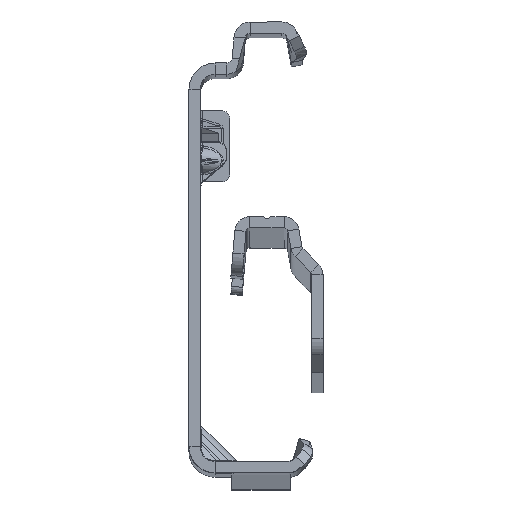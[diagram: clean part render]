
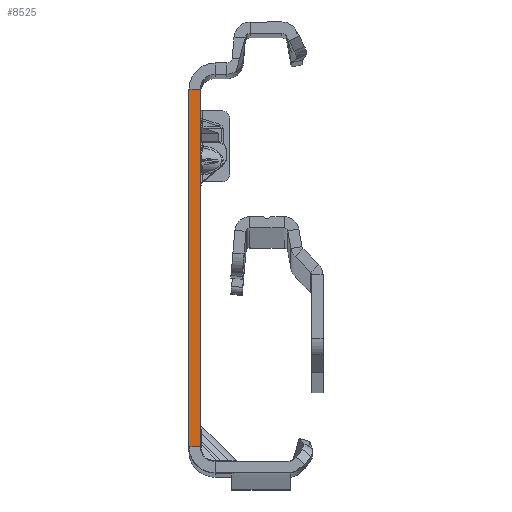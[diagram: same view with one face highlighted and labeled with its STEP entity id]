
A CAD part, top view. The second image highlights one B-rep face of the part: STEP entity #8525.
In plain terms, the highlighted planar face has unit normal (0, 0, 1).
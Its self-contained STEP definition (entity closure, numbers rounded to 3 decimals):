
#807 = ORIENTED_EDGE ( 'NONE', *, *, #5850, .T. ) ;
#1558 = ORIENTED_EDGE ( 'NONE', *, *, #6572, .F. ) ;
#1858 = VERTEX_POINT ( 'NONE', #9482 ) ;
#2135 = EDGE_CURVE ( 'NONE', #8758, #5006, #15074, .T. ) ;
#2369 = CARTESIAN_POINT ( 'NONE',  ( -1.5, -25.865, 0. ) ) ;
#2863 = LINE ( 'NONE', #10100, #12239 ) ;
#2874 = ORIENTED_EDGE ( 'NONE', *, *, #13574, .T. ) ;
#2942 = DIRECTION ( 'NONE',  ( 0., -1., 0. ) ) ;
#3186 = DIRECTION ( 'NONE',  ( 1., 0., 0. ) ) ;
#4031 = CARTESIAN_POINT ( 'NONE',  ( 0., -27.865, 0. ) ) ;
#4259 = VECTOR ( 'NONE', #14733, 1000. ) ;
#4635 = LINE ( 'NONE', #13061, #4259 ) ;
#5006 = VERTEX_POINT ( 'NONE', #12762 ) ;
#5850 = EDGE_CURVE ( 'NONE', #1858, #9908, #2863, .T. ) ;
#6572 = EDGE_CURVE ( 'NONE', #5006, #9908, #4635, .T. ) ;
#6643 = FACE_OUTER_BOUND ( 'NONE', #13460, .T. ) ;
#7066 = CARTESIAN_POINT ( 'NONE',  ( 0., 22.135, 0. ) ) ;
#7906 = DIRECTION ( 'NONE',  ( 0., 0., 1. ) ) ;
#8525 = ADVANCED_FACE ( 'NONE', ( #6643 ), #13666, .T. ) ;
#8758 = VERTEX_POINT ( 'NONE', #9446 ) ;
#9156 = VECTOR ( 'NONE', #11780, 1000. ) ;
#9446 = CARTESIAN_POINT ( 'NONE',  ( 0., 22.135, 0. ) ) ;
#9482 = CARTESIAN_POINT ( 'NONE',  ( -1.5, 22.135, 0. ) ) ;
#9908 = VERTEX_POINT ( 'NONE', #2369 ) ;
#10100 = CARTESIAN_POINT ( 'NONE',  ( -1.5, -27.865, 0. ) ) ;
#11336 = AXIS2_PLACEMENT_3D ( 'NONE', #11597, #7906, #3186 ) ;
#11597 = CARTESIAN_POINT ( 'NONE',  ( -1.5, -27.865, 0. ) ) ;
#11780 = DIRECTION ( 'NONE',  ( -1., 0., 0. ) ) ;
#12239 = VECTOR ( 'NONE', #2942, 1000. ) ;
#12762 = CARTESIAN_POINT ( 'NONE',  ( 0., -25.865, 0. ) ) ;
#13052 = LINE ( 'NONE', #7066, #9156 ) ;
#13061 = CARTESIAN_POINT ( 'NONE',  ( 0., -25.865, 0. ) ) ;
#13225 = ORIENTED_EDGE ( 'NONE', *, *, #2135, .F. ) ;
#13460 = EDGE_LOOP ( 'NONE', ( #13225, #2874, #807, #1558 ) ) ;
#13574 = EDGE_CURVE ( 'NONE', #8758, #1858, #13052, .T. ) ;
#13589 = VECTOR ( 'NONE', #13653, 1000. ) ;
#13653 = DIRECTION ( 'NONE',  ( 0., -1., 0. ) ) ;
#13666 = PLANE ( 'NONE',  #11336 ) ;
#14733 = DIRECTION ( 'NONE',  ( -1., 0., 0. ) ) ;
#15074 = LINE ( 'NONE', #4031, #13589 ) ;
